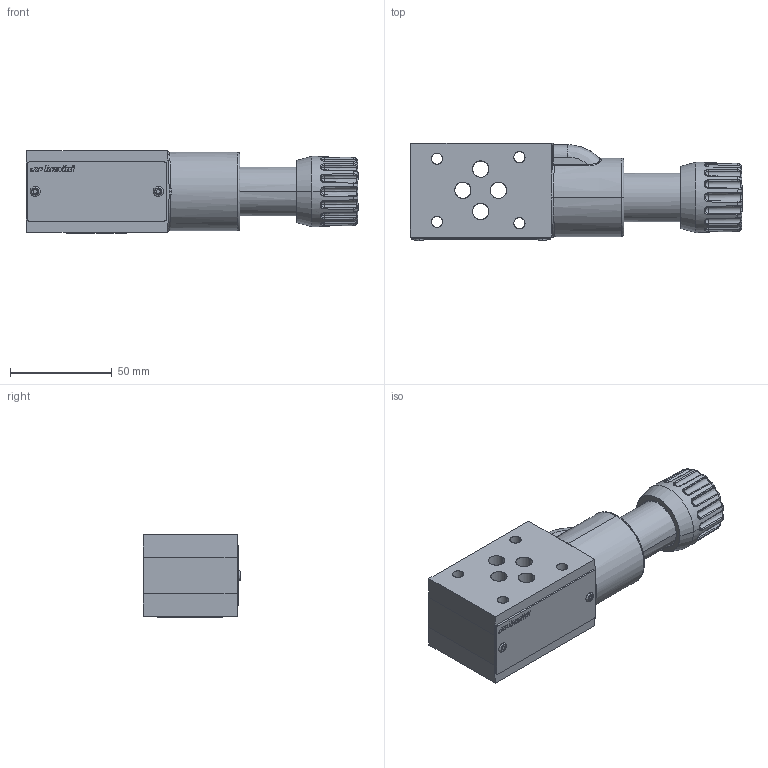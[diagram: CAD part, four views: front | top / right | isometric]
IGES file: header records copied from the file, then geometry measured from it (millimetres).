
Start section: SolidWorks IGES file using analytic representation for surfaces
Global section: file name: AM3VMPM-003.igs; native system: SolidWorks 2014; preprocessor: SolidWorks 2014; author: serviziopdm; date: 160912.095421; units: millimetre
Bounding box: 163.1 x 47.7 x 40.48 mm (x, y, z)
Surface area: 38947.3 mm2 (no closed solid volume)
Topology: 0 solids, 0 shells, 367 faces, 5226 edges, 5226 vertices
Faces by surface type: bspline 290, revolution 77
